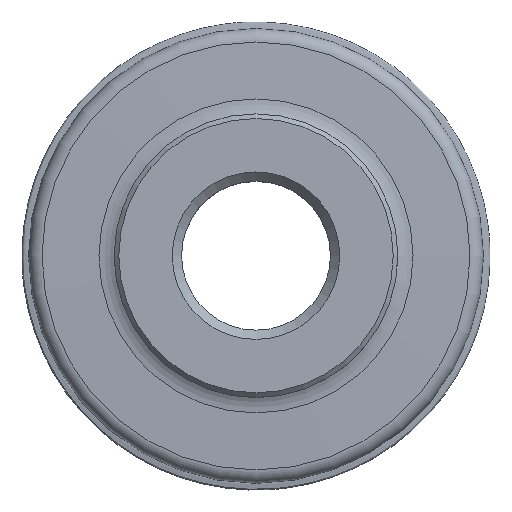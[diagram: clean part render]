
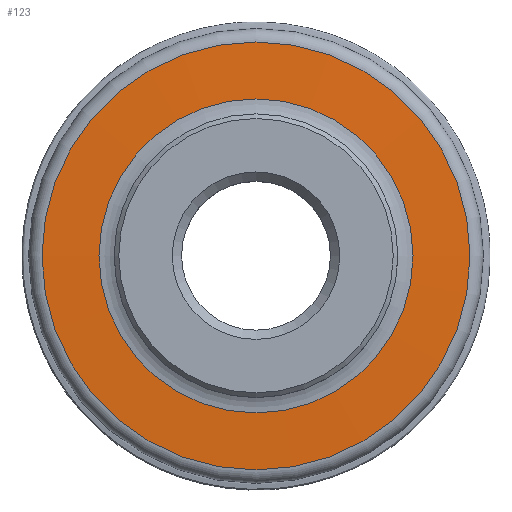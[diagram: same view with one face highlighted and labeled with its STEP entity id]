
A CAD part, top view. The second image highlights one B-rep face of the part: STEP entity #123.
In plain terms, the highlighted conical face has half-angle 88 degrees and reference radius 27 mm.
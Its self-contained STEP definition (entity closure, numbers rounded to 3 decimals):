
#109=CONICAL_SURFACE('',#493,27.,88.);
#123=ADVANCED_FACE('',(#156,#157),#109,.T.);
#156=FACE_BOUND('',#201,.T.);
#157=FACE_BOUND('',#202,.T.);
#201=EDGE_LOOP('',(#245));
#202=EDGE_LOOP('',(#246));
#245=ORIENTED_EDGE('',*,*,#310,.T.);
#246=ORIENTED_EDGE('',*,*,#311,.T.);
#287=VERTEX_POINT('',#693);
#288=VERTEX_POINT('',#695);
#310=EDGE_CURVE('',#287,#287,#332,.T.);
#311=EDGE_CURVE('',#288,#288,#333,.T.);
#332=CIRCLE('',#491,46.005);
#333=CIRCLE('',#492,33.756);
#491=AXIS2_PLACEMENT_3D('',#692,#576,#577);
#492=AXIS2_PLACEMENT_3D('',#694,#578,#579);
#493=AXIS2_PLACEMENT_3D('',#696,#580,#581);
#576=DIRECTION('',(0.,0.,1.));
#577=DIRECTION('',(1.,0.,0.));
#578=DIRECTION('',(0.,0.,-1.));
#579=DIRECTION('',(-1.,0.,0.));
#580=DIRECTION('',(0.,0.,-1.));
#581=DIRECTION('',(-1.,0.,0.));
#692=CARTESIAN_POINT('',(0.,0.,-30.199));
#693=CARTESIAN_POINT('',(46.005,0.,-30.199));
#694=CARTESIAN_POINT('',(0.,0.,-29.771));
#695=CARTESIAN_POINT('',(-33.756,0.,-29.771));
#696=CARTESIAN_POINT('',(0.,0.,-29.535));
